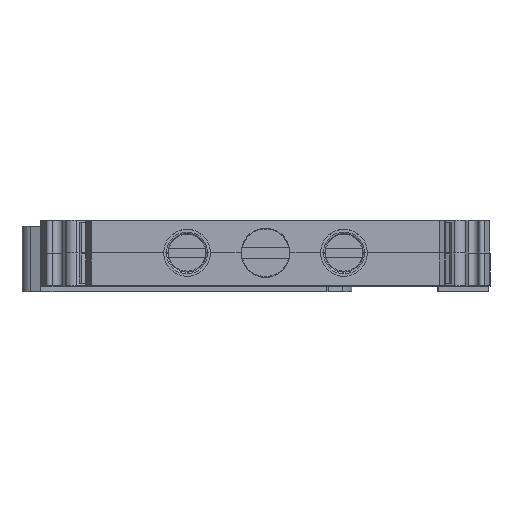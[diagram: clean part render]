
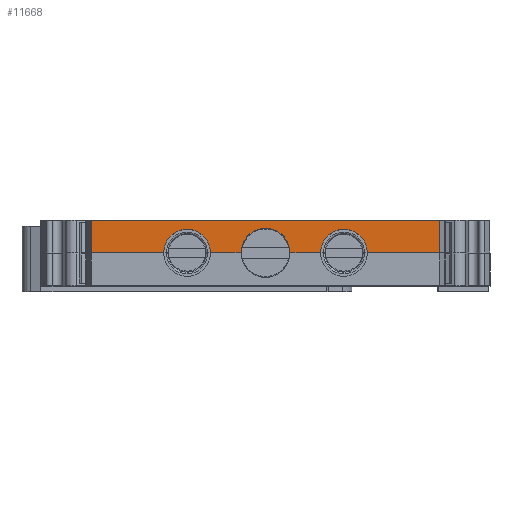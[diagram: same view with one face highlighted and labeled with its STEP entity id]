
A CAD part, top view. The second image highlights one B-rep face of the part: STEP entity #11668.
In plain terms, the highlighted planar face has unit normal (0, 0, 1).
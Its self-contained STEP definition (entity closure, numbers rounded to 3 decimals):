
#265=CIRCLE('',#12109,2.25);
#295=CIRCLE('',#12175,2.15);
#326=CIRCLE('',#12290,2.15);
#1930=ORIENTED_EDGE('',*,*,#3750,.T.);
#1931=ORIENTED_EDGE('',*,*,#3613,.F.);
#1932=ORIENTED_EDGE('',*,*,#3952,.F.);
#1933=ORIENTED_EDGE('',*,*,#3953,.F.);
#1934=ORIENTED_EDGE('',*,*,#3954,.T.);
#1935=ORIENTED_EDGE('',*,*,#3955,.F.);
#1936=ORIENTED_EDGE('',*,*,#3956,.F.);
#1937=ORIENTED_EDGE('',*,*,#3957,.F.);
#1938=ORIENTED_EDGE('',*,*,#3958,.T.);
#1939=ORIENTED_EDGE('',*,*,#3637,.F.);
#1940=ORIENTED_EDGE('',*,*,#3959,.F.);
#1941=ORIENTED_EDGE('',*,*,#3960,.F.);
#1942=ORIENTED_EDGE('',*,*,#3961,.T.);
#1943=ORIENTED_EDGE('',*,*,#3748,.F.);
#1944=ORIENTED_EDGE('',*,*,#3962,.F.);
#1945=ORIENTED_EDGE('',*,*,#3963,.F.);
#3613=EDGE_CURVE('',#4718,#4719,#5558,.T.);
#3637=EDGE_CURVE('',#4735,#4736,#265,.T.);
#3748=EDGE_CURVE('',#4808,#4809,#295,.T.);
#3750=EDGE_CURVE('',#4810,#4719,#5657,.T.);
#3952=EDGE_CURVE('',#4914,#4718,#5829,.T.);
#3953=EDGE_CURVE('',#4915,#4914,#5830,.T.);
#3954=EDGE_CURVE('',#4915,#4916,#5831,.T.);
#3955=EDGE_CURVE('',#4917,#4916,#326,.T.);
#3956=EDGE_CURVE('',#4918,#4917,#5832,.T.);
#3957=EDGE_CURVE('',#4919,#4918,#5833,.T.);
#3958=EDGE_CURVE('',#4919,#4736,#5834,.T.);
#3959=EDGE_CURVE('',#4920,#4735,#5835,.T.);
#3960=EDGE_CURVE('',#4921,#4920,#5836,.T.);
#3961=EDGE_CURVE('',#4921,#4809,#5837,.T.);
#3962=EDGE_CURVE('',#4922,#4808,#5838,.T.);
#3963=EDGE_CURVE('',#4810,#4922,#5839,.T.);
#4718=VERTEX_POINT('',#16371);
#4719=VERTEX_POINT('',#16373);
#4735=VERTEX_POINT('',#16420);
#4736=VERTEX_POINT('',#16421);
#4808=VERTEX_POINT('',#16639);
#4809=VERTEX_POINT('',#16641);
#4810=VERTEX_POINT('',#16645);
#4914=VERTEX_POINT('',#17032);
#4915=VERTEX_POINT('',#17036);
#4916=VERTEX_POINT('',#17038);
#4917=VERTEX_POINT('',#17040);
#4918=VERTEX_POINT('',#17042);
#4919=VERTEX_POINT('',#17044);
#4920=VERTEX_POINT('',#17047);
#4921=VERTEX_POINT('',#17049);
#4922=VERTEX_POINT('',#17052);
#5558=LINE('',#16372,#6552);
#5657=LINE('',#16644,#6651);
#5829=LINE('',#17033,#6823);
#5830=LINE('',#17035,#6824);
#5831=LINE('',#17037,#6825);
#5832=LINE('',#17041,#6826);
#5833=LINE('',#17043,#6827);
#5834=LINE('',#17045,#6828);
#5835=LINE('',#17046,#6829);
#5836=LINE('',#17048,#6830);
#5837=LINE('',#17050,#6831);
#5838=LINE('',#17051,#6832);
#5839=LINE('',#17053,#6833);
#6552=VECTOR('',#13578,1000.);
#6651=VECTOR('',#13841,1000.);
#6823=VECTOR('',#14237,1000.);
#6824=VECTOR('',#14240,1000.);
#6825=VECTOR('',#14241,1000.);
#6826=VECTOR('',#14244,1000.);
#6827=VECTOR('',#14245,1000.);
#6828=VECTOR('',#14246,1000.);
#6829=VECTOR('',#14247,1000.);
#6830=VECTOR('',#14248,1000.);
#6831=VECTOR('',#14249,1000.);
#6832=VECTOR('',#14250,1000.);
#6833=VECTOR('',#14251,1000.);
#7346=EDGE_LOOP('',(#1930,#1931,#1932,#1933,#1934,#1935,#1936,#1937,#1938,
#1939,#1940,#1941,#1942,#1943,#1944,#1945));
#7804=FACE_BOUND('',#7346,.T.);
#8155=PLANE('',#12289);
#11668=ADVANCED_FACE('',(#7804),#8155,.T.);
#12109=AXIS2_PLACEMENT_3D('',#16419,#13623,#13624);
#12175=AXIS2_PLACEMENT_3D('',#16640,#13836,#13837);
#12289=AXIS2_PLACEMENT_3D('',#17034,#14238,#14239);
#12290=AXIS2_PLACEMENT_3D('',#17039,#14242,#14243);
#13578=DIRECTION('',(1.,0.,0.));
#13623=DIRECTION('',(0.,0.,1.));
#13624=DIRECTION('',(1.,0.,0.));
#13836=DIRECTION('',(0.,0.,1.));
#13837=DIRECTION('',(0.,1.,0.));
#13841=DIRECTION('',(0.,1.,0.));
#14237=DIRECTION('',(0.,1.,0.));
#14238=DIRECTION('',(0.,0.,1.));
#14239=DIRECTION('',(1.,0.,0.));
#14240=DIRECTION('',(-1.,0.,0.));
#14241=DIRECTION('',(0.,1.,0.));
#14242=DIRECTION('',(0.,0.,1.));
#14243=DIRECTION('',(0.,1.,0.));
#14244=DIRECTION('',(0.,1.,0.));
#14245=DIRECTION('',(-1.,0.,0.));
#14246=DIRECTION('',(0.,1.,0.));
#14247=DIRECTION('',(0.,1.,0.));
#14248=DIRECTION('',(-1.,0.,0.));
#14249=DIRECTION('',(0.,1.,0.));
#14250=DIRECTION('',(0.,1.,0.));
#14251=DIRECTION('',(-1.,0.,0.));
#16371=CARTESIAN_POINT('',(-40.832,-0.359,15.8));
#16372=CARTESIAN_POINT('',(-21.332,-0.359,15.8));
#16373=CARTESIAN_POINT('',(-8.632,-0.359,15.8));
#16419=CARTESIAN_POINT('',(-24.732,-3.359,15.8));
#16420=CARTESIAN_POINT('',(-22.482,-3.359,15.8));
#16421=CARTESIAN_POINT('',(-26.982,-3.359,15.8));
#16639=CARTESIAN_POINT('',(-15.332,-3.359,15.8));
#16640=CARTESIAN_POINT('',(-17.482,-3.359,15.8));
#16641=CARTESIAN_POINT('',(-19.632,-3.359,15.8));
#16644=CARTESIAN_POINT('',(-8.632,-6.359,15.8));
#16645=CARTESIAN_POINT('',(-8.632,-3.384,15.8));
#17032=CARTESIAN_POINT('',(-40.832,-3.384,15.8));
#17033=CARTESIAN_POINT('',(-40.832,-6.359,15.8));
#17034=CARTESIAN_POINT('',(-21.332,-6.359,15.8));
#17035=CARTESIAN_POINT('',(-34.132,-3.384,15.8));
#17036=CARTESIAN_POINT('',(-34.132,-3.384,15.8));
#17037=CARTESIAN_POINT('',(-34.132,-3.384,15.8));
#17038=CARTESIAN_POINT('',(-34.132,-3.359,15.8));
#17039=CARTESIAN_POINT('',(-31.982,-3.359,15.8));
#17040=CARTESIAN_POINT('',(-29.832,-3.359,15.8));
#17041=CARTESIAN_POINT('',(-29.832,-3.384,15.8));
#17042=CARTESIAN_POINT('',(-29.832,-3.384,15.8));
#17043=CARTESIAN_POINT('',(-29.832,-3.384,15.8));
#17044=CARTESIAN_POINT('',(-26.982,-3.384,15.8));
#17045=CARTESIAN_POINT('',(-26.982,-3.384,15.8));
#17046=CARTESIAN_POINT('',(-22.482,-3.384,15.8));
#17047=CARTESIAN_POINT('',(-22.482,-3.384,15.8));
#17048=CARTESIAN_POINT('',(-19.632,-3.384,15.8));
#17049=CARTESIAN_POINT('',(-19.632,-3.384,15.8));
#17050=CARTESIAN_POINT('',(-19.632,-3.384,15.8));
#17051=CARTESIAN_POINT('',(-15.332,-3.384,15.8));
#17052=CARTESIAN_POINT('',(-15.332,-3.384,15.8));
#17053=CARTESIAN_POINT('',(-8.632,-3.384,15.8));
